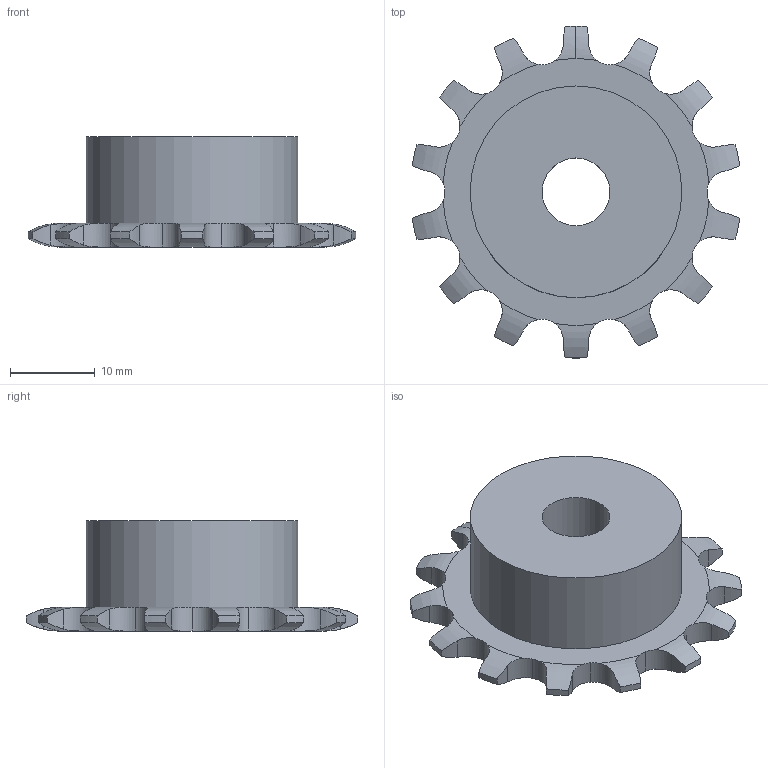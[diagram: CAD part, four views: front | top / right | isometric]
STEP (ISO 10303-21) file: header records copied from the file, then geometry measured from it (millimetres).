
FILE_DESCRIPTION(('FreeCAD Model'),'2;1');
FILE_NAME('Open CASCADE Shape Model','2021-03-07T16:59:35',( 'Simone Bignetti'),(''),'Open CASCADE STEP processor 7.4','FreeCAD', 'Unknown');
FILE_SCHEMA(('AUTOMOTIVE_DESIGN { 1 0 10303 214 1 1 1 1 }'));
Length unit declared in the file: millimetre
Products named in the file (1): Hole
Bounding box: 38.71 x 39.2 x 13 mm (x, y, z)
Volume: 6901.7 mm3; surface area: 3313.4 mm2
Topology: 1 solids, 1 shells, 106 faces, 335 edges, 233 vertices
Faces by surface type: cylinder 72, revolution 30, plane 4
Full cylindrical faces by diameter (mm): 8 x1, 25 x1
Entity records: 12196 total; most frequent: CARTESIAN_POINT 6097, DIRECTION 1005, ORIENTED_EDGE 670, PCURVE 670, DEFINITIONAL_REPRESENTATION 670, LINE 398, VECTOR 398, B_SPLINE_CURVE_WITH_KNOTS 336
